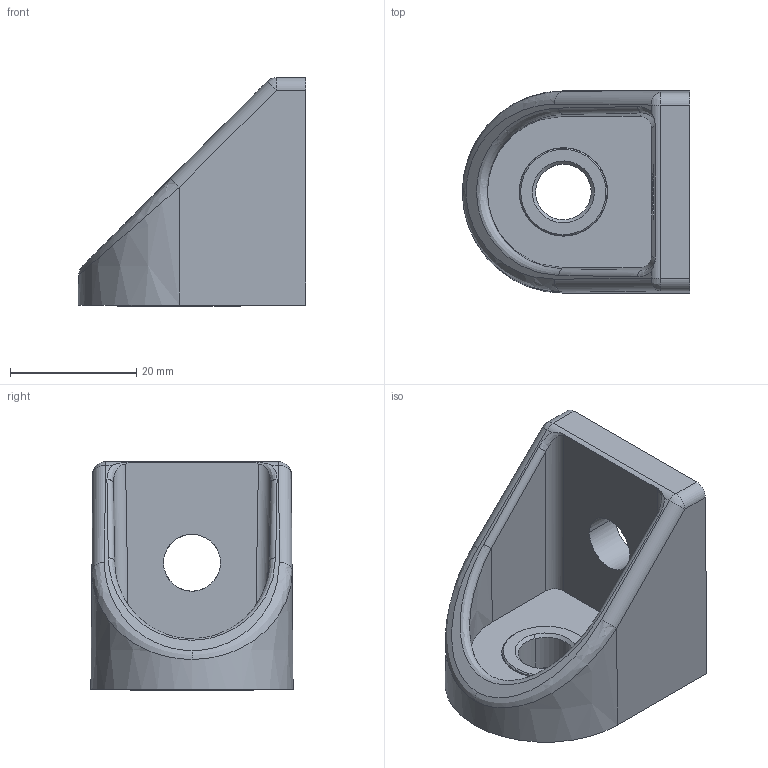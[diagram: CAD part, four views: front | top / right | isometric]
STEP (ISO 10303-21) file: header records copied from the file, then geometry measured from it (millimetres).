
FILE_DESCRIPTION (( 'STEP AP214' ), '1' );
FILE_NAME ('202311002.STEP', '2014-02-20T14:32:35', ( '' ), ( '' ), 'SwSTEP 2.0', 'SolidWorks 2014', '' );
FILE_SCHEMA (( 'AUTOMOTIVE_DESIGN' ));
Length unit declared in the file: millimetre
Products named in the file (3): 202311002; 093wg401-02; 093wg401-01r_Fertigteil
Assembly tree (2 placements, depth 2):
  202311002
    093wg401-01r_Fertigteil
    093wg401-02
Bounding box: 36 x 32 x 36.2 mm (x, y, z)
Volume: 14405.3 mm3; surface area: 7598.6 mm2
Topology: 2 solids, 2 shells, 54 faces, 122 edges, 74 vertices
Faces by surface type: cylinder 21, plane 14, cone 12, bspline 7
Entity records: 2271 total; most frequent: CARTESIAN_POINT 973, DIRECTION 257, ORIENTED_EDGE 244, EDGE_CURVE 122, AXIS2_PLACEMENT_3D 101, VERTEX_POINT 74, EDGE_LOOP 62, LINE 55
